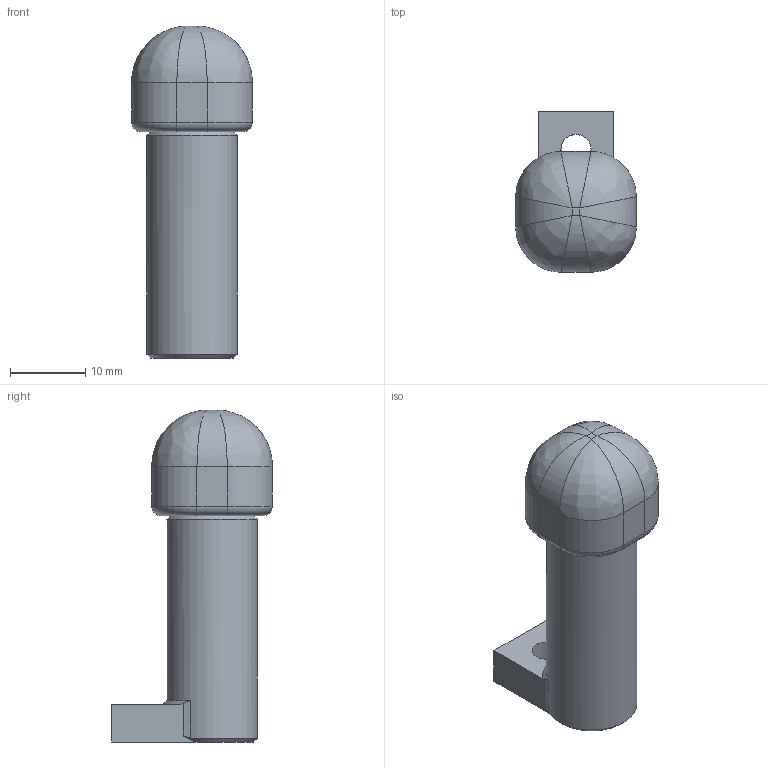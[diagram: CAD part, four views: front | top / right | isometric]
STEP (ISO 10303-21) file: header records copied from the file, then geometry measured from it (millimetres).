
FILE_DESCRIPTION(/* description */ (''),/* implementation_level */ '2;1');
FILE_NAME(/* name */ 'b36950ff-5026-4969-824b-a6d438c27476.stp',/* time_stamp */ '2024-07-31T10:04:38Z',/* author */ (''),/* organization */ (''),/* preprocessor_version */ 'ST-DEVELOPER v20',/* originating_system */ 'Autodesk Translation Framework v13.14.0.145',/* authorisation */ '');
FILE_SCHEMA (('AUTOMOTIVE_DESIGN { 1 0 10303 214 3 1 1 }'));
Length unit declared in the file: millimetre
Products named in the file (1): tea hook
Bounding box: 16 x 21.32 x 44 mm (x, y, z)
Volume: 6331.9 mm3; surface area: 2597.1 mm2
Topology: 2 solids, 2 shells, 39 faces, 93 edges, 53 vertices
Faces by surface type: plane 14, cylinder 14, torus 4, bspline 4, cone 3
Full cylindrical faces by diameter (mm): 4 x1, 12 x1
Entity records: 1440 total; most frequent: CARTESIAN_POINT 575, ORIENTED_EDGE 178, DIRECTION 173, EDGE_CURVE 89, AXIS2_PLACEMENT_3D 67, VERTEX_POINT 53, EDGE_LOOP 40, FACE_OUTER_BOUND 39
